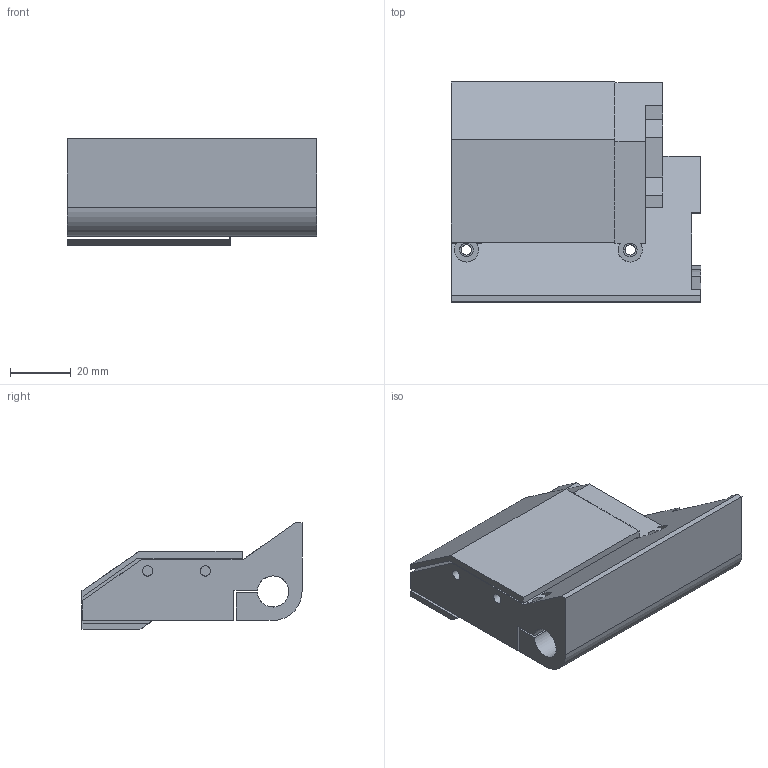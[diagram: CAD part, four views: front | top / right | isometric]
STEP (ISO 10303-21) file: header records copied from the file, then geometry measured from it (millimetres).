
FILE_DESCRIPTION(('FreeCAD Model'),'2;1');
FILE_NAME('Open CASCADE Shape Model','2024-06-08T19:52:37',(''),(''), 'Open CASCADE STEP processor 7.6','FreeCAD','Unknown');
FILE_SCHEMA(('AUTOMOTIVE_DESIGN { 1 0 10303 214 1 1 1 1 }'));
Length unit declared in the file: millimetre
Products named in the file (3): Claw_Mount; Mount-Body; Support-Body
Assembly tree (2 placements, depth 2):
  Claw_Mount
    Mount-Body
    Support-Body
Bounding box: 82 x 72.3 x 35.15 mm (x, y, z)
Volume: 77226.9 mm3; surface area: 34910.9 mm2
Topology: 2 solids, 2 shells, 252 faces, 717 edges, 472 vertices
Faces by surface type: plane 219, cylinder 32, cone 1
Full cylindrical faces by diameter (mm): 1.8 x3, 3.4 x8, 4.5 x3, 6.1 x2
Entity records: 17698 total; most frequent: CARTESIAN_POINT 3241, DIRECTION 2678, LINE 1999, VECTOR 1999, ORIENTED_EDGE 1432, PCURVE 1432, DEFINITIONAL_REPRESENTATION 1432, EDGE_CURVE 716
